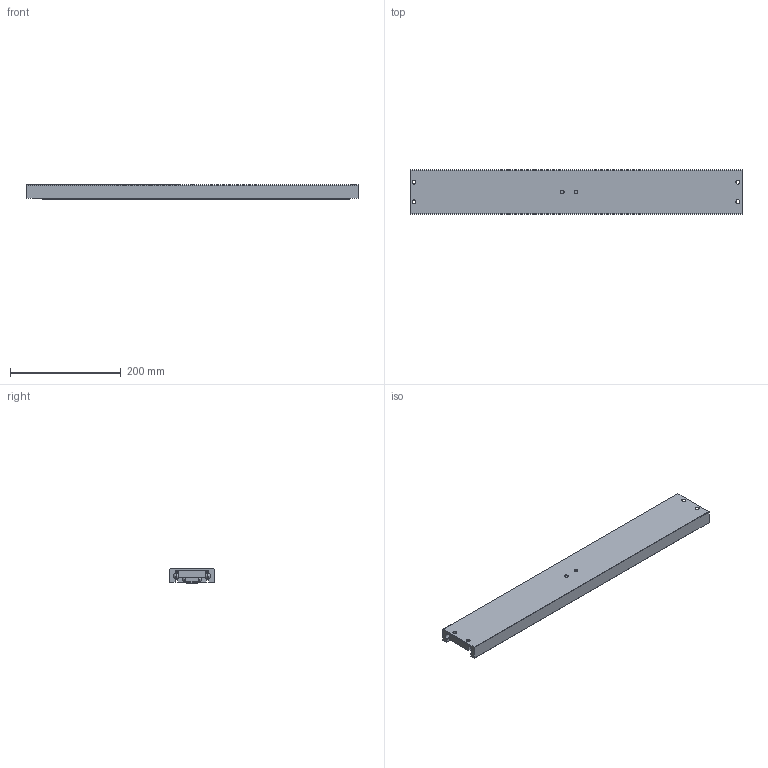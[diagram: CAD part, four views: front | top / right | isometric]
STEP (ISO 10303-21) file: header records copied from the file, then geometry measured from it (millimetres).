
FILE_DESCRIPTION(/* description */ ('TR8026 600 / 585 (26)'),/* implementation_level */ '2;1');
FILE_NAME(/* name */ 'E000041198.stp',/* time_stamp */ '2016-07-22T13:23:14+02:00',/* author */ ('stagenbd'),/* organization */ (''),/* preprocessor_version */ 'ST-DEVELOPER v15.6',/* originating_system */ 'Autodesk Inventor 2015',/* authorisation */ '');
FILE_SCHEMA (('AUTOMOTIVE_DESIGN { 1 0 10303 214 3 1 1 }'));
Length unit declared in the file: millimetre
Products named in the file (1): E000041198
Bounding box: 600 x 80 x 26 mm (x, y, z)
Volume: 791821 mm3; surface area: 348144.2 mm2
Topology: 23 solids, 23 shells, 207 faces, 575 edges, 368 vertices
Faces by surface type: cylinder 105, plane 72, sphere 24, cone 6
Full cylindrical faces by diameter (mm): 6.4 x2, 6.6 x2, 6.8 x6, 7 x4, 10 x8, 11.5 x8
Entity records: 6499 total; most frequent: CARTESIAN_POINT 1291, DIRECTION 1075, ORIENTED_EDGE 986, EDGE_CURVE 493, AXIS2_PLACEMENT_3D 410, VERTEX_POINT 362, EDGE_LOOP 297, LINE 255
